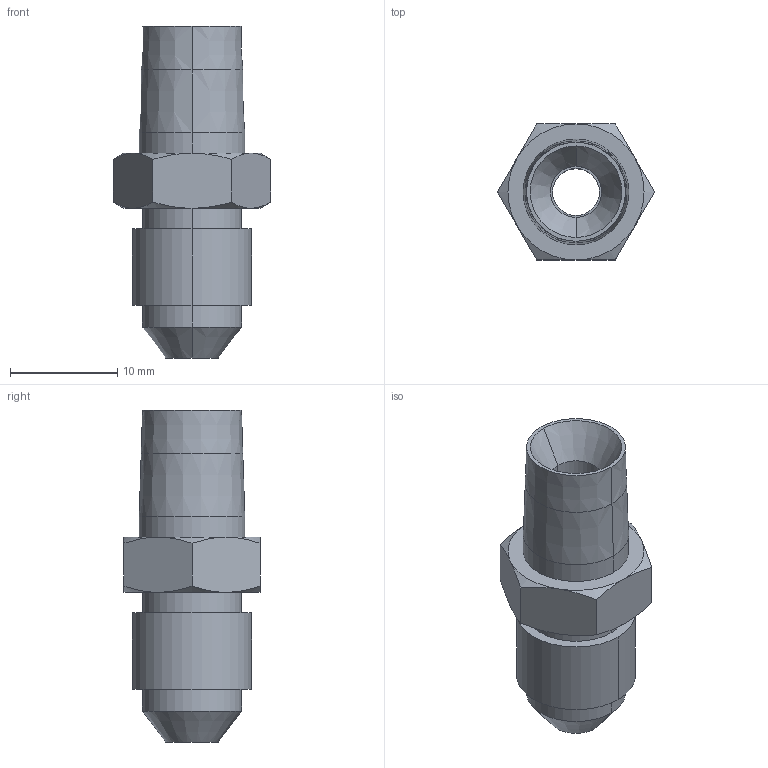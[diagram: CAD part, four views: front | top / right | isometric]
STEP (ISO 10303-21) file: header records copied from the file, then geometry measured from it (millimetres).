
FILE_DESCRIPTION((''),'2;1');
FILE_NAME('4_FTX-S_PRT','2002-10-15T',('ta29392'),(''),'PRO/ENGINEER BY PARAMETRIC TECHNOLOGY CORPORATION, 2002220','PRO/ENGINEER BY PARAMETRIC TECHNOLOGY CORPORATION, 2002220','');
FILE_SCHEMA(('CONFIG_CONTROL_DESIGN'));
Length unit declared in the file: inch
Products named in the file (1): 4_FTX-S_PRT
Bounding box: 14.66 x 12.7 x 30.99 mm (x, y, z)
Volume: 2080.4 mm3; surface area: 1702.5 mm2
Topology: 1 solids, 1 shells, 45 faces, 94 edges, 56 vertices
Faces by surface type: cone 20, plane 13, cylinder 12
Entity records: 1320 total; most frequent: CARTESIAN_POINT 327, DIRECTION 204, ORIENTED_EDGE 188, EDGE_CURVE 94, AXIS2_PLACEMENT_3D 89, VERTEX_POINT 56, EDGE_LOOP 52, FACE_OUTER_BOUND 45
